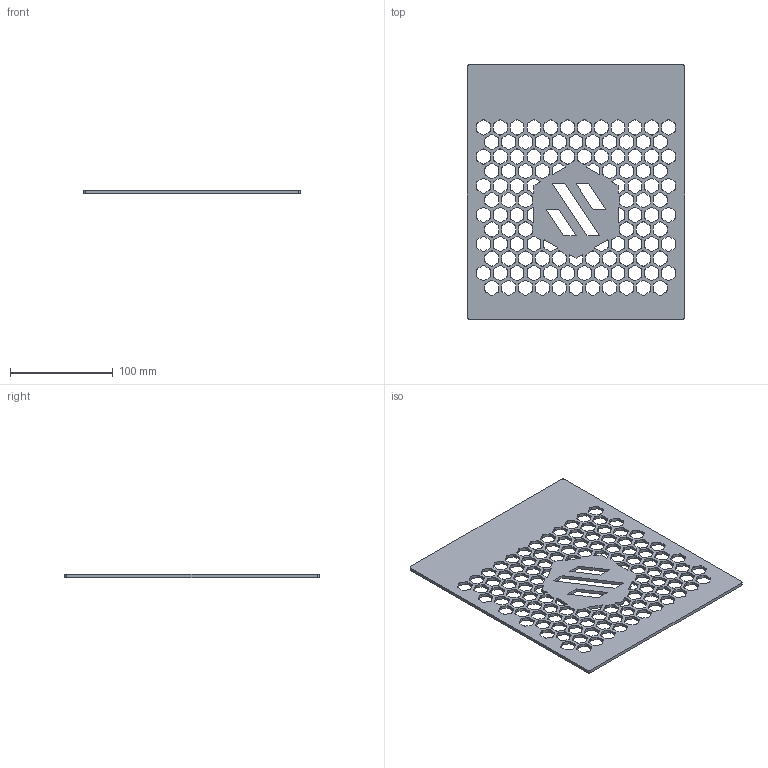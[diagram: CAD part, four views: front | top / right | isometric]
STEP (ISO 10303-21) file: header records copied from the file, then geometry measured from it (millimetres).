
FILE_DESCRIPTION(/* description */ (''),/* implementation_level */ '2;1');
FILE_NAME(/* name */ 'rear_panel.step',/* time_stamp */ '2023-03-30T10:12:15+02:00',/* author */ (''),/* organization */ (''),/* preprocessor_version */ 'ST-DEVELOPER v19.2',/* originating_system */ 'Autodesk Translation Framework v11.17.0.187',/* authorisation */ '');
FILE_SCHEMA (('AUTOMOTIVE_DESIGN { 1 0 10303 214 3 1 1 }'));
Length unit declared in the file: millimetre
Products named in the file (1): rear_panel
Bounding box: 212 x 248 x 3 mm (x, y, z)
Volume: 101610.5 mm3; surface area: 87150.3 mm2
Topology: 1 solids, 1 shells, 1400 faces, 4194 edges, 2796 vertices
Faces by surface type: plane 709, cylinder 691
Entity records: 48060 total; most frequent: CARTESIAN_POINT 8391, ORIENTED_EDGE 8388, DIRECTION 8378, EDGE_CURVE 4194, LINE 2812, VECTOR 2812, VERTEX_POINT 2796, AXIS2_PLACEMENT_3D 2783
